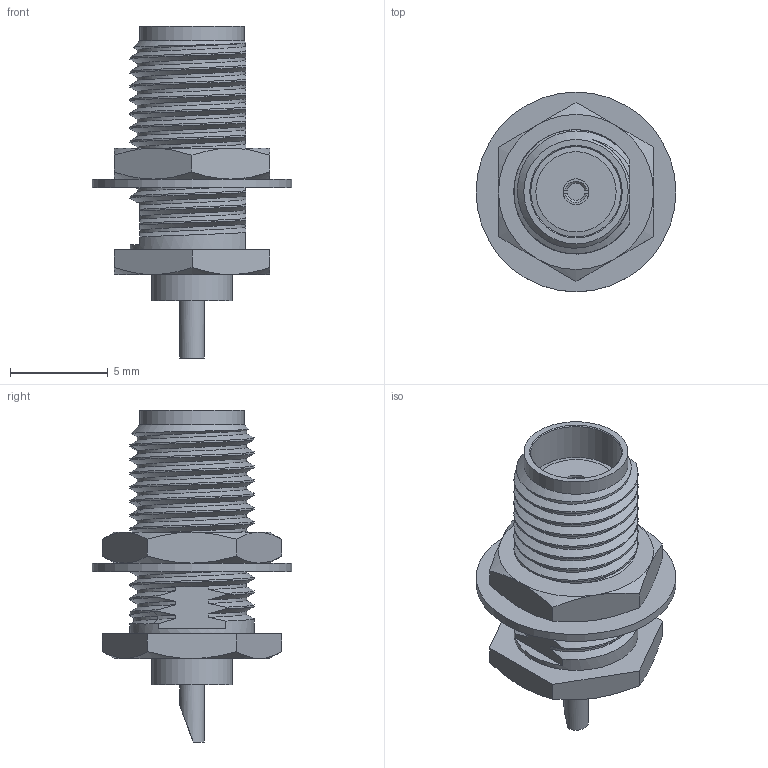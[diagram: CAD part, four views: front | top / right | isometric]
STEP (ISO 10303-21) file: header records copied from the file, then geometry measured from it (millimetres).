
FILE_DESCRIPTION(/* description */ ('STEP AP214'),/* implementation_level */ '2;1');
FILE_NAME(/* name */ 'RF Connector.step',/* time_stamp */ '2025-11-14T17:45:08-08:00',/* author */ (''),/* organization */ (''),/* preprocessor_version */ 'ST-DEVELOPER v20.1',/* originating_system */ 'Autodesk Translation Framework v14.17.0.0',/* authorisation */ '');
FILE_SCHEMA (('AUTOMOTIVE_DESIGN { 1 0 10303 214 3 1 1 }'));
Length unit declared in the file: millimetre
Products named in the file (1): 1053072-1
Bounding box: 10.21 x 10.21 x 16.97 mm (x, y, z)
Volume: 427.7 mm3; surface area: 621.9 mm2
Topology: 1 solids, 1 shells, 138 faces, 359 edges, 231 vertices
Faces by surface type: bspline 56, plane 35, cylinder 24, cone 23
Full cylindrical faces by diameter (mm): 0.889 x1, 1.27 x1, 1.321 x1, 4.133 x1, 4.623 x1, 5.334 x1, 10.211 x1
Entity records: 17425 total; most frequent: CARTESIAN_POINT 14602, ORIENTED_EDGE 718, DIRECTION 360, EDGE_CURVE 359, VERTEX_POINT 231, B_SPLINE_CURVE_WITH_KNOTS 182, EDGE_LOOP 146, FACE_OUTER_BOUND 138
